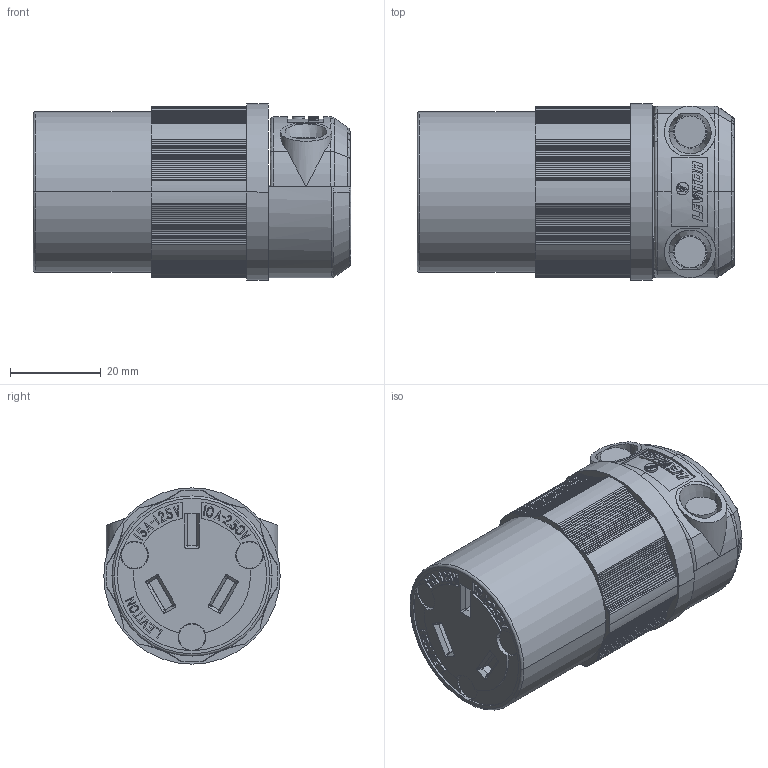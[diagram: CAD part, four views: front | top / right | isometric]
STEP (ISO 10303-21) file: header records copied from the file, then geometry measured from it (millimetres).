
FILE_DESCRIPTION (( 'STEP AP214' ), '1' );
FILE_NAME ('CATSTD-04765-00C-M01.STEP', '2022-06-27T13:59:19', ( '' ), ( '' ), 'SwSTEP 2.0', 'SolidWorks 2020', '' );
FILE_SCHEMA (( 'AUTOMOTIVE_DESIGN' ));
Length unit declared in the file: inch
Products named in the file (1): CATSTD-04765-00C-M01
Bounding box: 70.1 x 38.89 x 38.89 mm (x, y, z)
Volume: 70023.6 mm3; surface area: 14664 mm2
Topology: 1 solids, 5 shells, 1509 faces, 4146 edges, 2760 vertices
Faces by surface type: plane 892, cylinder 562, cone 23, torus 18, bspline 14
Full cylindrical faces by diameter (mm): 5.842 x3
Entity records: 71327 total; most frequent: CARTESIAN_POINT 12783, ORIENTED_EDGE 8280, DIRECTION 8050, EDGE_CURVE 4140, VERTEX_POINT 2757, LINE 2710, VECTOR 2710, AXIS2_PLACEMENT_3D 2670
